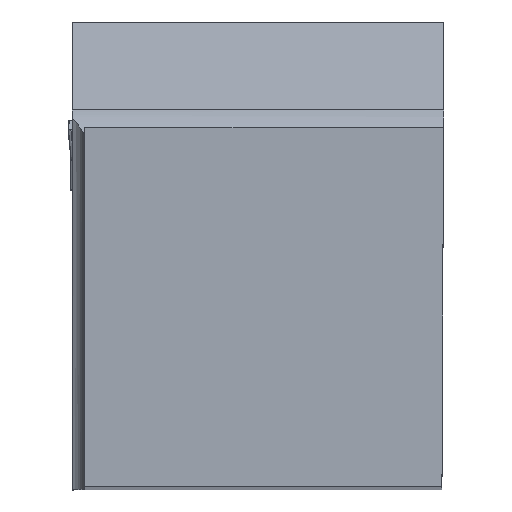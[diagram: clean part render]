
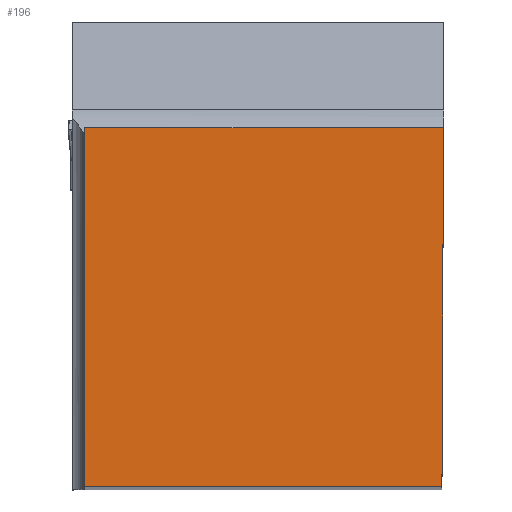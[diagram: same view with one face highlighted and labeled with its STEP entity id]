
A CAD part, top view. The second image highlights one B-rep face of the part: STEP entity #196.
In plain terms, the highlighted planar face has unit normal (0, 0, 1).
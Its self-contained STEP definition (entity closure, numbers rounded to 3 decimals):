
#196=ADVANCED_FACE('CU_BACK_SU1',(#312),#263,.F.);
#263=PLANE('',#1559);
#312=FACE_OUTER_BOUND('',#383,.T.);
#383=EDGE_LOOP('',(#561,#562,#563,#564));
#561=ORIENTED_EDGE('',*,*,#1021,.T.);
#562=ORIENTED_EDGE('',*,*,#1034,.T.);
#563=ORIENTED_EDGE('',*,*,#1037,.T.);
#564=ORIENTED_EDGE('',*,*,#1052,.F.);
#885=VERTEX_POINT('',#2025);
#886=VERTEX_POINT('',#2027);
#894=VERTEX_POINT('',#2048);
#896=VERTEX_POINT('',#2054);
#1021=EDGE_CURVE('',#886,#885,#1213,.T.);
#1034=EDGE_CURVE('',#885,#894,#1222,.T.);
#1037=EDGE_CURVE('',#894,#896,#1225,.T.);
#1052=EDGE_CURVE('',#886,#896,#1237,.T.);
#1213=LINE('',#2026,#1357);
#1222=LINE('',#2049,#1366);
#1225=LINE('',#2055,#1369);
#1237=LINE('',#2094,#1381);
#1357=VECTOR('',#1678,1.);
#1366=VECTOR('',#1697,1.);
#1369=VECTOR('',#1702,1.);
#1381=VECTOR('',#1738,1.);
#1559=AXIS2_PLACEMENT_3D('',#2095,#1739,#1740);
#1678=DIRECTION('',(1.,0.,0.));
#1697=DIRECTION('',(0.004,1.,0.));
#1702=DIRECTION('',(-1.,0.,0.));
#1738=DIRECTION('',(0.,1.,0.));
#1739=DIRECTION('',(0.,0.,-1.));
#1740=DIRECTION('',(0.,-1.,0.));
#2025=CARTESIAN_POINT('',(-0.109,0.,0.));
#2026=CARTESIAN_POINT('',(23.244,0.,0.));
#2027=CARTESIAN_POINT('',(-24.875,0.,0.));
#2048=CARTESIAN_POINT('',(0.,24.875,0.));
#2049=CARTESIAN_POINT('',(0.088,44.976,0.));
#2054=CARTESIAN_POINT('',(-24.875,24.875,0.));
#2055=CARTESIAN_POINT('',(23.244,24.875,0.));
#2094=CARTESIAN_POINT('',(-24.875,44.875,0.));
#2095=CARTESIAN_POINT('',(23.244,44.875,0.));
